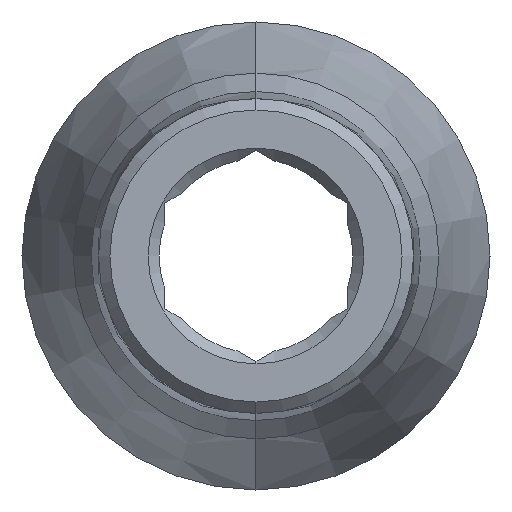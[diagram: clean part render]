
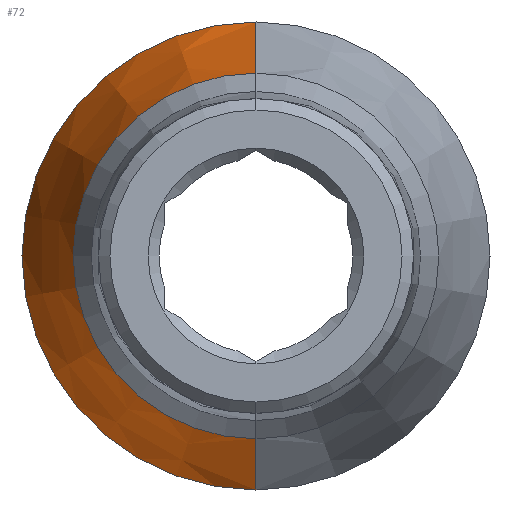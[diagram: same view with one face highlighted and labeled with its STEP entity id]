
A CAD part, left-side view. The second image highlights one B-rep face of the part: STEP entity #72.
In plain terms, the highlighted conical face has half-angle 16.688 degrees and reference radius 6.4 mm.
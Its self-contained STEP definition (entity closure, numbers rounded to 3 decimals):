
#72 = ADVANCED_FACE ( 'NONE', ( #336 ), #493, .T. ) ;
#313 = DIRECTION ( 'NONE',  ( 1., 0., 0. ) ) ;
#336 = FACE_OUTER_BOUND ( 'NONE', #905, .T. ) ;
#352 = DIRECTION ( 'NONE',  ( 0., 0., -1. ) ) ;
#357 = CARTESIAN_POINT ( 'NONE',  ( -12., 0., 0. ) ) ;
#407 = VECTOR ( 'NONE', #1336, 1000. ) ;
#450 = VECTOR ( 'NONE', #1460, 1000. ) ;
#459 = CIRCLE ( 'NONE', #462, 5. ) ;
#462 = AXIS2_PLACEMENT_3D ( 'NONE', #1482, #1464, #1472 ) ;
#469 = CIRCLE ( 'NONE', #478, 6.4 ) ;
#478 = AXIS2_PLACEMENT_3D ( 'NONE', #1500, #1503, #1505 ) ;
#493 = CONICAL_SURFACE ( 'NONE', #494, 6.4, 0.291 ) ;
#494 = AXIS2_PLACEMENT_3D ( 'NONE', #357, #313, #352 ) ;
#722 = VERTEX_POINT ( 'NONE', #1299 ) ;
#727 = VERTEX_POINT ( 'NONE', #1285 ) ;
#740 = VERTEX_POINT ( 'NONE', #1283 ) ;
#741 = VERTEX_POINT ( 'NONE', #1322 ) ;
#905 = EDGE_LOOP ( 'NONE', ( #1106, #1121, #1087, #1098 ) ) ;
#1087 = ORIENTED_EDGE ( 'NONE', *, *, #1262, .T. ) ;
#1098 = ORIENTED_EDGE ( 'NONE', *, *, #1218, .F. ) ;
#1106 = ORIENTED_EDGE ( 'NONE', *, *, #1255, .F. ) ;
#1121 = ORIENTED_EDGE ( 'NONE', *, *, #1249, .T. ) ;
#1218 = EDGE_CURVE ( 'NONE', #727, #722, #1364, .T. ) ;
#1249 = EDGE_CURVE ( 'NONE', #740, #741, #1459, .T. ) ;
#1255 = EDGE_CURVE ( 'NONE', #740, #727, #459, .T. ) ;
#1262 = EDGE_CURVE ( 'NONE', #741, #722, #469, .T. ) ;
#1283 = CARTESIAN_POINT ( 'NONE',  ( -16.67, 0., 5. ) ) ;
#1285 = CARTESIAN_POINT ( 'NONE',  ( -16.67, 0., -5. ) ) ;
#1299 = CARTESIAN_POINT ( 'NONE',  ( -12., 0., -6.4 ) ) ;
#1322 = CARTESIAN_POINT ( 'NONE',  ( -12., 0., 6.4 ) ) ;
#1336 = DIRECTION ( 'NONE',  ( 0.958, 0., -0.287 ) ) ;
#1341 = CARTESIAN_POINT ( 'NONE',  ( -12., 0., -6.4 ) ) ;
#1364 = LINE ( 'NONE', #1341, #407 ) ;
#1459 = LINE ( 'NONE', #1491, #450 ) ;
#1460 = DIRECTION ( 'NONE',  ( 0.958, 0., 0.287 ) ) ;
#1464 = DIRECTION ( 'NONE',  ( -1., 0., 0. ) ) ;
#1472 = DIRECTION ( 'NONE',  ( 0., 0., 1. ) ) ;
#1482 = CARTESIAN_POINT ( 'NONE',  ( -16.67, 0., 0. ) ) ;
#1491 = CARTESIAN_POINT ( 'NONE',  ( -12., 0., 6.4 ) ) ;
#1500 = CARTESIAN_POINT ( 'NONE',  ( -12., 0., 0. ) ) ;
#1503 = DIRECTION ( 'NONE',  ( -1., 0., 0. ) ) ;
#1505 = DIRECTION ( 'NONE',  ( 0., 0., 1. ) ) ;
